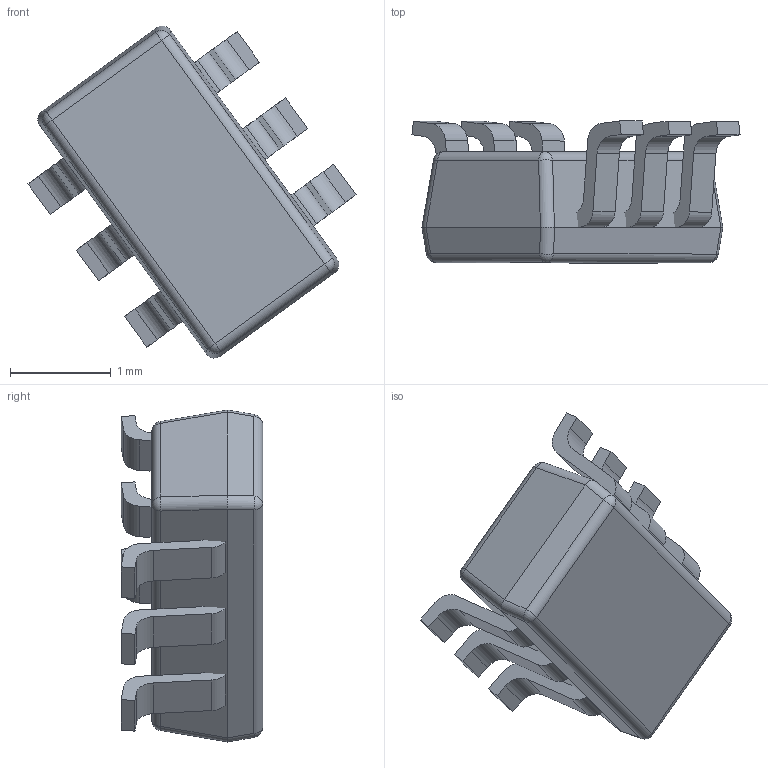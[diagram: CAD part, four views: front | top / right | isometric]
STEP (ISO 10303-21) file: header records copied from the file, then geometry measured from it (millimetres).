
FILE_DESCRIPTION(/* description */ ('Unknown'),/* implementation_level */ '2;1');
FILE_NAME(/* name */ 'SOT-26',/* time_stamp */ '2019-10-10T09:19:35+08:00',/* author */ ('Unknown'),/* organization */ ('Unknown'),/* preprocessor_version */ 'ST-DEVELOPER v16.7',/* originating_system */ 'DEX',/* authorisation */ $);
FILE_SCHEMA (('AUTOMOTIVE_DESIGN {1 0 10303 214 3 1 1}'));
Length unit declared in the file: millimetre
Products named in the file (3): Asm12; LF; CP1
Assembly tree (2 placements, depth 2):
  Asm12
    LF
    CP1
Bounding box: 3.25 x 1.4 x 3.29 mm (x, y, z)
Volume: 5.6 mm3; surface area: 31.9 mm2
Topology: 2 solids, 2 shells, 108 faces, 280 edges, 176 vertices
Faces by surface type: plane 56, cylinder 44, sphere 8
Entity records: 3356 total; most frequent: DIRECTION 594, CARTESIAN_POINT 567, ORIENTED_EDGE 560, EDGE_CURVE 280, AXIS2_PLACEMENT_3D 203, LINE 188, VECTOR 188, VERTEX_POINT 176
